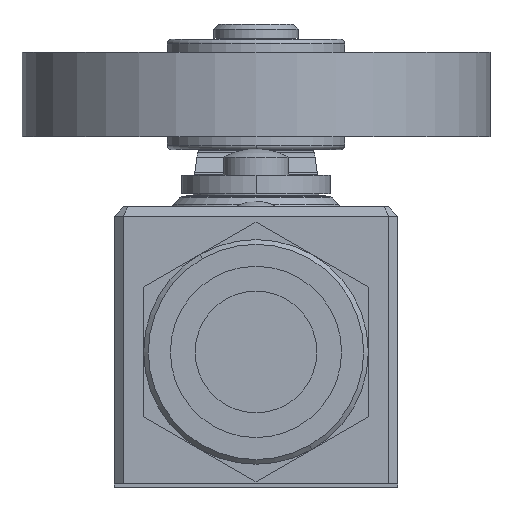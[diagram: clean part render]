
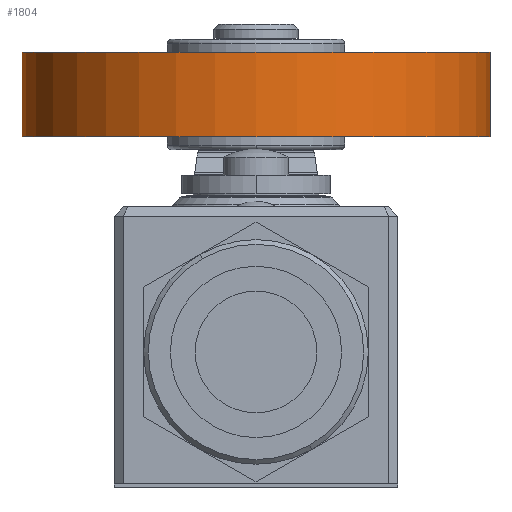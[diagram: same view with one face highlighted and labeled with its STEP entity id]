
A CAD part, front view. The second image highlights one B-rep face of the part: STEP entity #1804.
In plain terms, the highlighted cylindrical face has radius 25 mm (diameter 50 mm), a partial arc.
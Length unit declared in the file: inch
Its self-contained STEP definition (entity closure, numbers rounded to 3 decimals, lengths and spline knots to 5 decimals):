
#206 = FACE_OUTER_BOUND ( 'NONE', #1601, .T. ) ;
#211 = DIRECTION ( 'NONE',  ( 1., 0., 0. ) ) ;
#260 = VERTEX_POINT ( 'NONE', #1745 ) ;
#419 = EDGE_CURVE ( 'NONE', #2437, #260, #1355, .T. ) ;
#492 = VECTOR ( 'NONE', #858, 39.37008 ) ;
#858 = DIRECTION ( 'NONE',  ( 0., 0., 1. ) ) ;
#994 = DIRECTION ( 'NONE',  ( 0., 0., 1. ) ) ;
#1258 = EDGE_CURVE ( 'NONE', #2627, #260, #4606, .T. ) ;
#1355 = LINE ( 'NONE', #3612, #492 ) ;
#1571 = CARTESIAN_POINT ( 'NONE',  ( 0.98425, 1.73228, 1.47638 ) ) ;
#1601 = EDGE_LOOP ( 'NONE', ( #2955, #7085, #8161, #7661 ) ) ;
#1663 = DIRECTION ( 'NONE',  ( 1., 0., 0. ) ) ;
#1737 = CARTESIAN_POINT ( 'NONE',  ( 0., 1.73228, 1.83071 ) ) ;
#1745 = CARTESIAN_POINT ( 'NONE',  ( -0.98425, 1.73228, 1.83071 ) ) ;
#1804 = ADVANCED_FACE ( 'NONE', ( #206 ), #2905, .T. ) ;
#2235 = CIRCLE ( 'NONE', #8024, 0.98425 ) ;
#2437 = VERTEX_POINT ( 'NONE', #8735 ) ;
#2627 = VERTEX_POINT ( 'NONE', #6026 ) ;
#2744 = LINE ( 'NONE', #1571, #2857 ) ;
#2857 = VECTOR ( 'NONE', #7167, 39.37008 ) ;
#2905 = CYLINDRICAL_SURFACE ( 'NONE', #6459, 0.98425 ) ;
#2955 = ORIENTED_EDGE ( 'NONE', *, *, #419, .F. ) ;
#2958 = CARTESIAN_POINT ( 'NONE',  ( 0., 1.73228, 1.47638 ) ) ;
#3110 = DIRECTION ( 'NONE',  ( 0., 0., -1. ) ) ;
#3612 = CARTESIAN_POINT ( 'NONE',  ( -0.98425, 1.73228, 1.47638 ) ) ;
#3902 = VERTEX_POINT ( 'NONE', #5762 ) ;
#4606 = CIRCLE ( 'NONE', #6560, 0.98425 ) ;
#5089 = DIRECTION ( 'NONE',  ( 0., 0., 1. ) ) ;
#5762 = CARTESIAN_POINT ( 'NONE',  ( 0.98425, 1.73228, 1.47638 ) ) ;
#6026 = CARTESIAN_POINT ( 'NONE',  ( 0.98425, 1.73228, 1.83071 ) ) ;
#6459 = AXIS2_PLACEMENT_3D ( 'NONE', #8657, #994, #1663 ) ;
#6477 = DIRECTION ( 'NONE',  ( 1., 0., 0. ) ) ;
#6560 = AXIS2_PLACEMENT_3D ( 'NONE', #1737, #3110, #6477 ) ;
#7085 = ORIENTED_EDGE ( 'NONE', *, *, #7617, .T. ) ;
#7167 = DIRECTION ( 'NONE',  ( 0., 0., 1. ) ) ;
#7617 = EDGE_CURVE ( 'NONE', #2437, #3902, #2235, .T. ) ;
#7661 = ORIENTED_EDGE ( 'NONE', *, *, #1258, .T. ) ;
#8024 = AXIS2_PLACEMENT_3D ( 'NONE', #2958, #5089, #211 ) ;
#8161 = ORIENTED_EDGE ( 'NONE', *, *, #8562, .T. ) ;
#8562 = EDGE_CURVE ( 'NONE', #3902, #2627, #2744, .T. ) ;
#8657 = CARTESIAN_POINT ( 'NONE',  ( 0., 1.73228, 1.47638 ) ) ;
#8735 = CARTESIAN_POINT ( 'NONE',  ( -0.98425, 1.73228, 1.47638 ) ) ;
